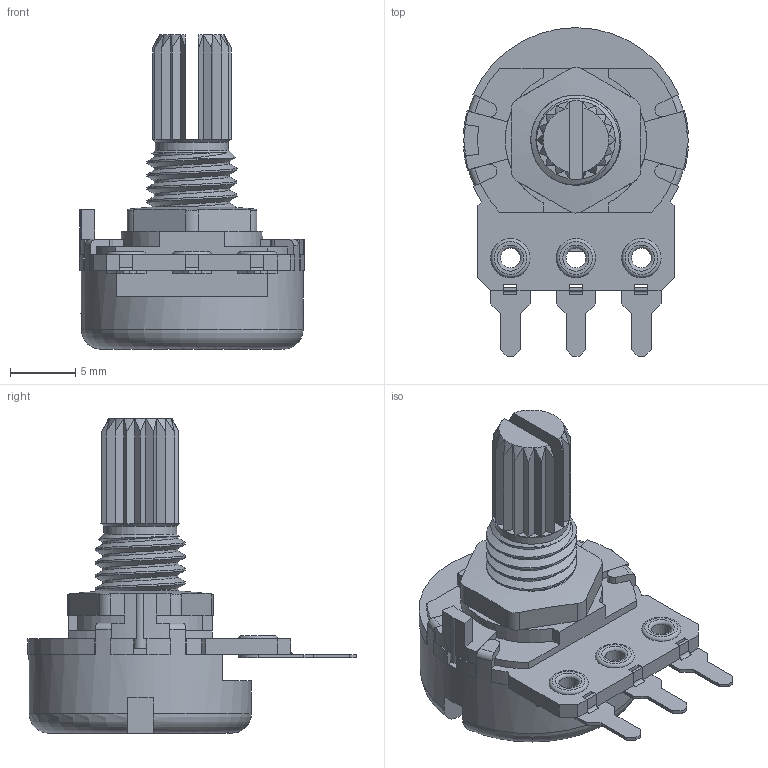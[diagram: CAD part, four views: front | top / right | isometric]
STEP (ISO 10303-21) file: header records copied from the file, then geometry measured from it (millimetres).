
FILE_DESCRIPTION(/* description */ (''),/* implementation_level */ '2;1');
FILE_NAME(/* name */ 'potentiometer.step',/* time_stamp */ '2024-06-24T12:58:49-06:00',/* author */ (''),/* organization */ (''),/* preprocessor_version */ 'ST-DEVELOPER v20',/* originating_system */ 'Autodesk Translation Framework v13.14.0.145',/* authorisation */ '');
FILE_SCHEMA (('AUTOMOTIVE_DESIGN { 1 0 10303 214 3 1 1 }'));
Length unit declared in the file: millimetre
Products named in the file (1): potentiometer
Bounding box: 17.19 x 25.1 x 24 mm (x, y, z)
Volume: 2338.4 mm3; surface area: 1911.7 mm2
Topology: 2 solids, 2 shells, 333 faces, 879 edges, 550 vertices
Faces by surface type: plane 226, cylinder 71, cone 20, torus 11, bspline 5
Full cylindrical faces by diameter (mm): 1.5 x3, 5.6 x1, 5.744 x2, 6.884 x1, 17 x1
Entity records: 12208 total; most frequent: CARTESIAN_POINT 3942, ORIENTED_EDGE 1770, DIRECTION 1645, EDGE_CURVE 885, LINE 563, VECTOR 563, VERTEX_POINT 550, AXIS2_PLACEMENT_3D 541
